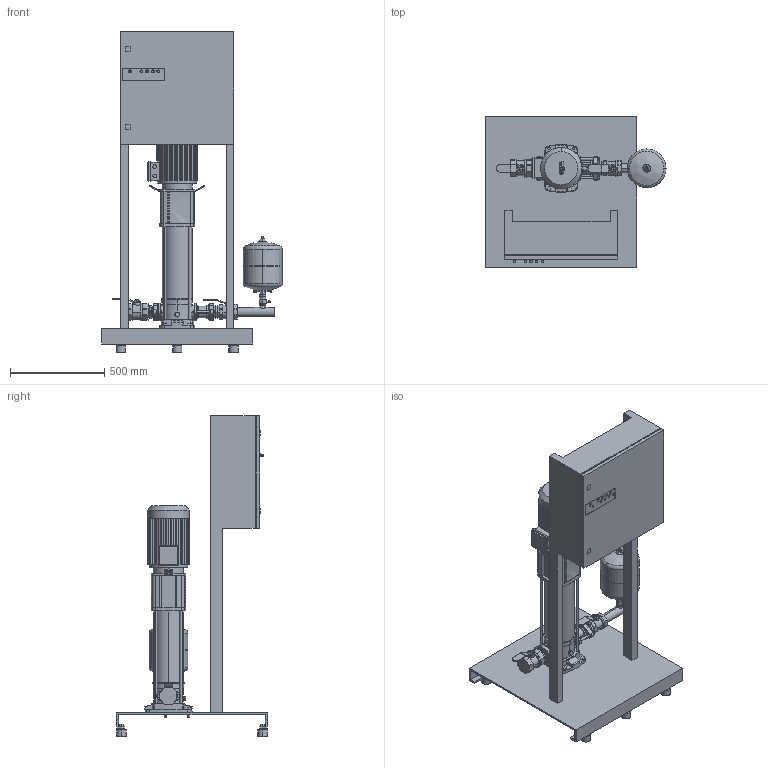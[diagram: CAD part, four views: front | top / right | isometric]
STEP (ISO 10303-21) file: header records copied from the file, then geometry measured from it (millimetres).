
FILE_DESCRIPTION((''),'2;1');
FILE_NAME('3d_FLA-1HELIXV1608_K-01PN16-2534423.stp','2013-07-05T14:15:27',(''),(''),'Mechanical Desktop 2009','Mechanical Desktop 2009',', , ');
FILE_SCHEMA(('CONFIG_CONTROL_DESIGN'));
Length unit declared in the file: millimetre
Products named in the file (1): Product
Bounding box: 957 x 800 x 1705 mm (x, y, z)
Volume: 126276026.6 mm3; surface area: 5479208.1 mm2
Topology: 51 solids, 51 shells, 1418 faces, 3525 edges, 2289 vertices
Faces by surface type: bspline 509, plane 495, cylinder 282, cone 86, torus 40, sphere 6
Entity records: 46641 total; most frequent: CARTESIAN_POINT 13624, ORIENTED_EDGE 7050, DIRECTION 6465, EDGE_CURVE 3525, VERTEX_POINT 2289, AXIS2_PLACEMENT_3D 2227, VECTOR 2011, LINE 2011
